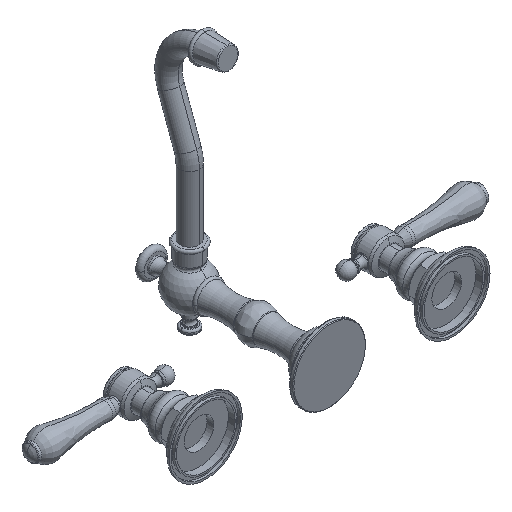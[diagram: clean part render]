
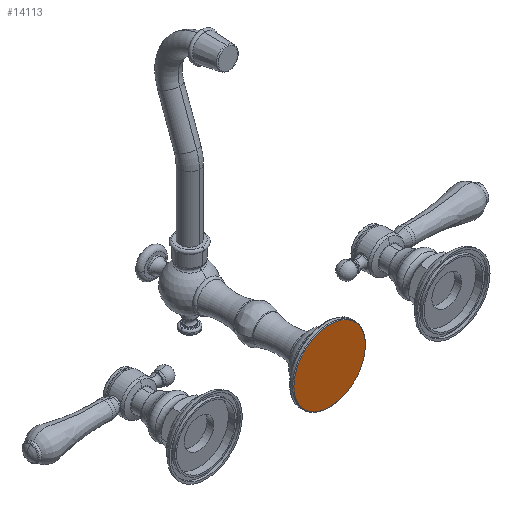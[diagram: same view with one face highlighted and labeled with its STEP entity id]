
A CAD part, isometric view. The second image highlights one B-rep face of the part: STEP entity #14113.
In plain terms, the highlighted planar face has unit normal (0, -1, 0).
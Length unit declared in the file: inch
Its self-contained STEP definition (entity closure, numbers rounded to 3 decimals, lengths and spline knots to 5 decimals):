
#12719=CARTESIAN_POINT('',(0.,0.,0.));
#12720=DIRECTION('',(0.,1.,0.));
#12721=DIRECTION('',(1.,0.,0.));
#12722=AXIS2_PLACEMENT_3D('',#12719,#12720,#12721);
#12733=CARTESIAN_POINT('',(0.,0.,0.));
#12734=DIRECTION('',(0.,-1.,0.));
#12735=DIRECTION('',(1.,0.,0.));
#12736=AXIS2_PLACEMENT_3D('',#12733,#12734,#12735);
#13308=CARTESIAN_POINT('',(1.155,0.,0.));
#13309=CARTESIAN_POINT('',(-1.155,0.,0.));
#13310=VERTEX_POINT('',#13308);
#13311=VERTEX_POINT('',#13309);
#14104=CARTESIAN_POINT('',(0.,0.,0.));
#14105=DIRECTION('',(0.,-1.,0.));
#14106=DIRECTION('',(-1.,0.,0.));
#14107=AXIS2_PLACEMENT_3D('',#14104,#14105,#14106);
#14108=PLANE('',#14107);
#14109=ORIENTED_EDGE('',*,*,#14098,.F.);
#14110=ORIENTED_EDGE('',*,*,#14084,.T.);
#14111=EDGE_LOOP('',(#14109,#14110));
#14112=FACE_OUTER_BOUND('',#14111,.F.);
#14113=ADVANCED_FACE('',(#14112),#14108,.T.);
#12723=CIRCLE('',#12722,1.155);
#12737=CIRCLE('',#12736,1.155);
#14084=EDGE_CURVE('',#13310,#13311,#12723,.T.);
#14098=EDGE_CURVE('',#13310,#13311,#12737,.T.);
